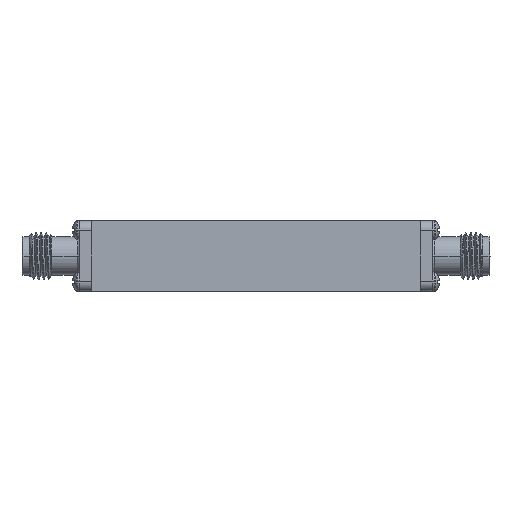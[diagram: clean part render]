
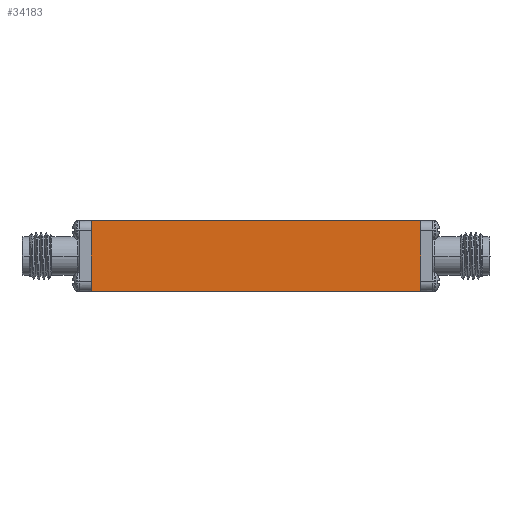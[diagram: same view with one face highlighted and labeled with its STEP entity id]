
A CAD part, front view. The second image highlights one B-rep face of the part: STEP entity #34183.
In plain terms, the highlighted planar face has unit normal (0, -1, 0).
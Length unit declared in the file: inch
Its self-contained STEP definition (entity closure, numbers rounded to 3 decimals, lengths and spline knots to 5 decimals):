
#1588 = VERTEX_POINT ( 'NONE', #23331 ) ;
#2657 = DIRECTION ( 'NONE',  ( 0., 0., 1. ) ) ;
#2739 = AXIS2_PLACEMENT_3D ( 'NONE', #37324, #30881, #2657 ) ;
#5013 = EDGE_CURVE ( 'NONE', #14482, #13516, #12430, .T. ) ;
#6608 = VECTOR ( 'NONE', #18528, 39.37008 ) ;
#10773 = CARTESIAN_POINT ( 'NONE',  ( 0.88976, -0.25, 0.19094 ) ) ;
#11318 = VECTOR ( 'NONE', #35639, 39.37008 ) ;
#11903 = EDGE_CURVE ( 'NONE', #1588, #19569, #38953, .T. ) ;
#12430 = LINE ( 'NONE', #33531, #38410 ) ;
#12460 = DIRECTION ( 'NONE',  ( 1., 0., 0. ) ) ;
#13516 = VERTEX_POINT ( 'NONE', #38951 ) ;
#14482 = VERTEX_POINT ( 'NONE', #10773 ) ;
#15563 = ORIENTED_EDGE ( 'NONE', *, *, #5013, .F. ) ;
#16261 = LINE ( 'NONE', #39335, #11318 ) ;
#18385 = CARTESIAN_POINT ( 'NONE',  ( -0.88976, -0.25, 0.19094 ) ) ;
#18528 = DIRECTION ( 'NONE',  ( 0., 0., -1. ) ) ;
#18681 = VECTOR ( 'NONE', #12460, 39.37008 ) ;
#19569 = VERTEX_POINT ( 'NONE', #27510 ) ;
#20649 = ORIENTED_EDGE ( 'NONE', *, *, #11903, .T. ) ;
#22618 = LINE ( 'NONE', #27688, #18681 ) ;
#22908 = EDGE_CURVE ( 'NONE', #1588, #14482, #16261, .T. ) ;
#23258 = EDGE_CURVE ( 'NONE', #19569, #13516, #22618, .T. ) ;
#23331 = CARTESIAN_POINT ( 'NONE',  ( -0.88976, -0.25, 0.19094 ) ) ;
#23689 = ORIENTED_EDGE ( 'NONE', *, *, #22908, .F. ) ;
#23967 = FACE_OUTER_BOUND ( 'NONE', #33895, .T. ) ;
#27510 = CARTESIAN_POINT ( 'NONE',  ( -0.88976, -0.25, -0.19094 ) ) ;
#27688 = CARTESIAN_POINT ( 'NONE',  ( -0.88976, -0.25, -0.19094 ) ) ;
#28009 = PLANE ( 'NONE',  #2739 ) ;
#30881 = DIRECTION ( 'NONE',  ( 0., 1., 0. ) ) ;
#33137 = DIRECTION ( 'NONE',  ( 0., 0., -1. ) ) ;
#33531 = CARTESIAN_POINT ( 'NONE',  ( 0.88976, -0.25, 0.19094 ) ) ;
#33895 = EDGE_LOOP ( 'NONE', ( #34101, #15563, #23689, #20649 ) ) ;
#34101 = ORIENTED_EDGE ( 'NONE', *, *, #23258, .T. ) ;
#34183 = ADVANCED_FACE ( 'NONE', ( #23967 ), #28009, .F. ) ;
#35639 = DIRECTION ( 'NONE',  ( 1., 0., 0. ) ) ;
#37324 = CARTESIAN_POINT ( 'NONE',  ( -0.88976, -0.25, 0.19094 ) ) ;
#38410 = VECTOR ( 'NONE', #33137, 39.37008 ) ;
#38951 = CARTESIAN_POINT ( 'NONE',  ( 0.88976, -0.25, -0.19094 ) ) ;
#38953 = LINE ( 'NONE', #18385, #6608 ) ;
#39335 = CARTESIAN_POINT ( 'NONE',  ( -0.88976, -0.25, 0.19094 ) ) ;
